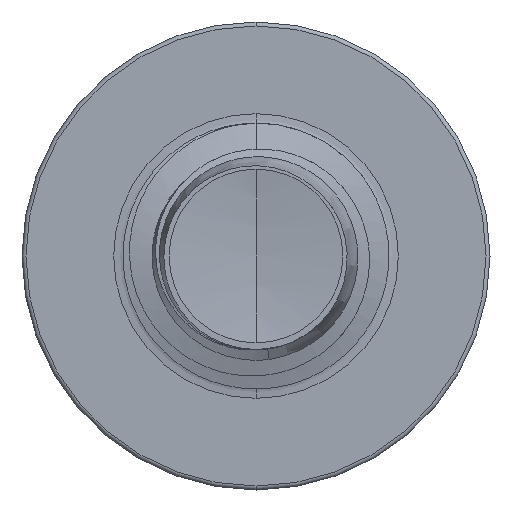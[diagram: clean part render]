
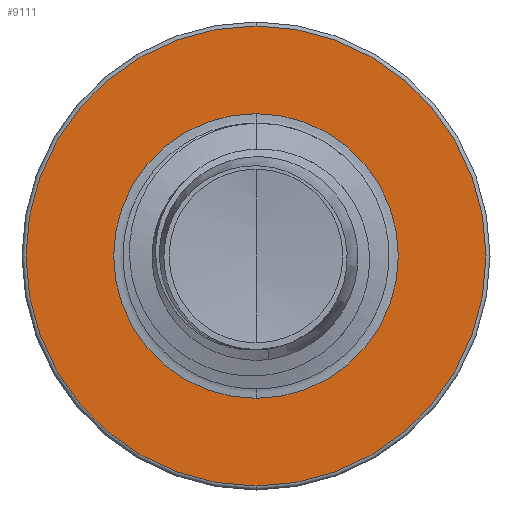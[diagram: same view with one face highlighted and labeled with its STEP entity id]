
A CAD part, front view. The second image highlights one B-rep face of the part: STEP entity #9111.
In plain terms, the highlighted planar face has unit normal (0, -1, 0).
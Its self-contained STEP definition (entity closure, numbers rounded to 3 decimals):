
#1261 = VERTEX_POINT ( 'NONE', #3742 ) ;
#1819 = CIRCLE ( 'NONE', #10167, 4.325 ) ;
#2051 = EDGE_CURVE ( 'NONE', #10114, #10281, #10491, .T. ) ;
#2800 = AXIS2_PLACEMENT_3D ( 'NONE', #11497, #11495, #11486 ) ;
#2853 = EDGE_CURVE ( 'NONE', #1261, #6378, #6783, .T. ) ;
#2875 = FACE_OUTER_BOUND ( 'NONE', #7729, .T. ) ;
#3014 = AXIS2_PLACEMENT_3D ( 'NONE', #6198, #6168, #6150 ) ;
#3742 = CARTESIAN_POINT ( 'NONE',  ( 0., 5., 4.325 ) ) ;
#4995 = ORIENTED_EDGE ( 'NONE', *, *, #2853, .F. ) ;
#5290 = ORIENTED_EDGE ( 'NONE', *, *, #7788, .F. ) ;
#5299 = CIRCLE ( 'NONE', #8319, 2.677 ) ;
#5697 = ORIENTED_EDGE ( 'NONE', *, *, #7690, .T. ) ;
#5972 = ORIENTED_EDGE ( 'NONE', *, *, #2051, .T. ) ;
#6150 = DIRECTION ( 'NONE',  ( 0., 0., 1. ) ) ;
#6168 = DIRECTION ( 'NONE',  ( 0., 1., 0. ) ) ;
#6198 = CARTESIAN_POINT ( 'NONE',  ( 0., 5., 0. ) ) ;
#6378 = VERTEX_POINT ( 'NONE', #10364 ) ;
#6783 = CIRCLE ( 'NONE', #3014, 4.325 ) ;
#6935 = CARTESIAN_POINT ( 'NONE',  ( 0., 5., 2.677 ) ) ;
#7286 = CARTESIAN_POINT ( 'NONE',  ( 0., 5., -2.677 ) ) ;
#7690 = EDGE_CURVE ( 'NONE', #10281, #10114, #5299, .T. ) ;
#7729 = EDGE_LOOP ( 'NONE', ( #4995, #5290 ) ) ;
#7788 = EDGE_CURVE ( 'NONE', #6378, #1261, #1819, .T. ) ;
#7906 = DIRECTION ( 'NONE',  ( 0., 0., 1. ) ) ;
#7918 = DIRECTION ( 'NONE',  ( 0., 1., 0. ) ) ;
#7920 = CARTESIAN_POINT ( 'NONE',  ( 0., 5., 0. ) ) ;
#8319 = AXIS2_PLACEMENT_3D ( 'NONE', #10117, #10109, #10097 ) ;
#9111 = ADVANCED_FACE ( 'NONE', ( #2875, #10881 ), #11533, .F. ) ;
#9617 = AXIS2_PLACEMENT_3D ( 'NONE', #7920, #7918, #7906 ) ;
#10047 = DIRECTION ( 'NONE',  ( 0., 0., 1. ) ) ;
#10049 = DIRECTION ( 'NONE',  ( 0., 1., 0. ) ) ;
#10057 = CARTESIAN_POINT ( 'NONE',  ( 0., 5., 0. ) ) ;
#10097 = DIRECTION ( 'NONE',  ( 0., 0., 1. ) ) ;
#10109 = DIRECTION ( 'NONE',  ( 0., 1., 0. ) ) ;
#10114 = VERTEX_POINT ( 'NONE', #7286 ) ;
#10117 = CARTESIAN_POINT ( 'NONE',  ( 0., 5., 0. ) ) ;
#10167 = AXIS2_PLACEMENT_3D ( 'NONE', #10057, #10049, #10047 ) ;
#10281 = VERTEX_POINT ( 'NONE', #6935 ) ;
#10364 = CARTESIAN_POINT ( 'NONE',  ( 0., 5., -4.325 ) ) ;
#10491 = CIRCLE ( 'NONE', #9617, 2.677 ) ;
#10881 = FACE_BOUND ( 'NONE', #11033, .T. ) ;
#11033 = EDGE_LOOP ( 'NONE', ( #5697, #5972 ) ) ;
#11486 = DIRECTION ( 'NONE',  ( 0., 0., 1. ) ) ;
#11495 = DIRECTION ( 'NONE',  ( 0., 1., 0. ) ) ;
#11497 = CARTESIAN_POINT ( 'NONE',  ( 0., 5., -2.677 ) ) ;
#11533 = PLANE ( 'NONE',  #2800 ) ;
